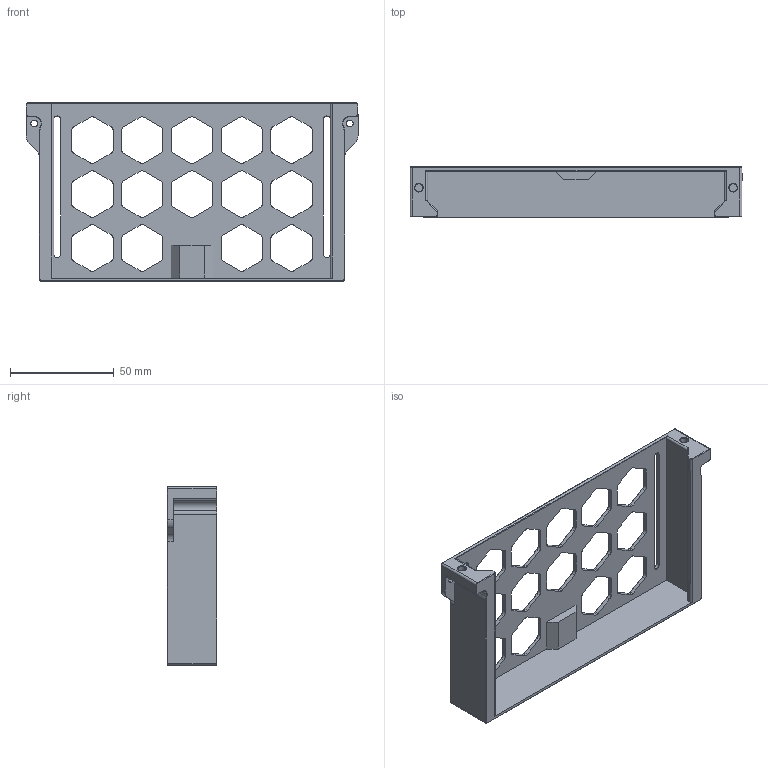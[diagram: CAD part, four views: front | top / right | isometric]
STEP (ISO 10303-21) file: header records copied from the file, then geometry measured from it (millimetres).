
FILE_DESCRIPTION (( 'STEP AP203' ), '1' );
FILE_NAME ('綻譙菁迖.STEP', '2024-01-19T05:10:54', ( 'Leo' ), ( '' ), 'SwSTEP 2.0', 'SolidWorks 2022', '' );
FILE_SCHEMA (( 'CONFIG_CONTROL_DESIGN' ));
Length unit declared in the file: millimetre
Products named in the file (1): 红米底托
Bounding box: 160 x 24 x 86 mm (x, y, z)
Volume: 34427.6 mm3; surface area: 34199.5 mm2
Topology: 1 solids, 1 shells, 500 faces, 1262 edges, 766 vertices
Faces by surface type: plane 230, cylinder 136, cone 134
Entity records: 14973 total; most frequent: DIRECTION 2662, CARTESIAN_POINT 2597, ORIENTED_EDGE 2524, EDGE_CURVE 1262, AXIS2_PLACEMENT_3D 913, VECTOR 836, LINE 836, VERTEX_POINT 766
